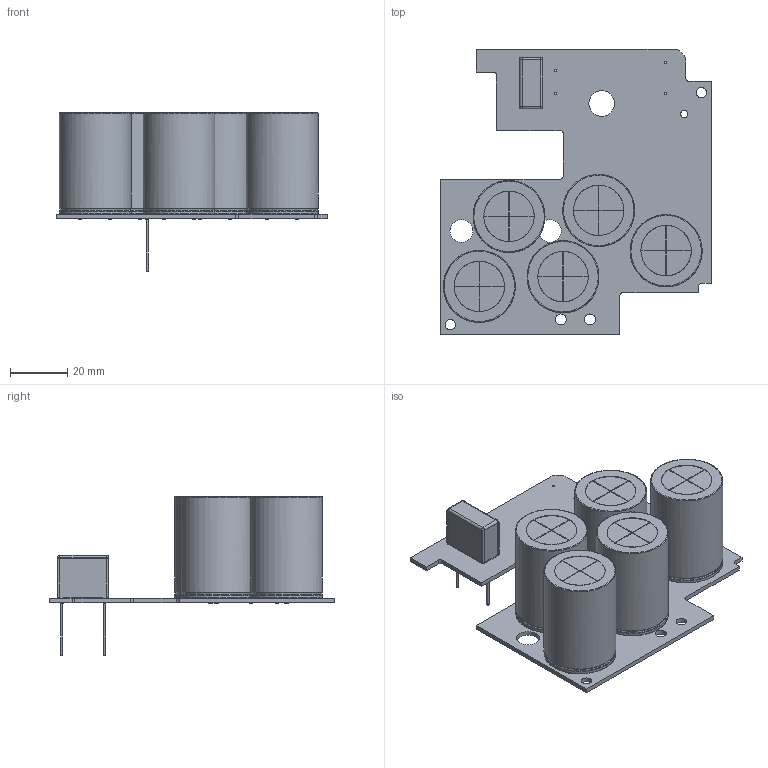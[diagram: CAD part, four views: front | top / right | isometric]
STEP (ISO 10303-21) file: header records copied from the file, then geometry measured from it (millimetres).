
FILE_DESCRIPTION(('KiCad electronic assembly'),'2;1');
FILE_NAME('umdriver-dcbus.step','2020-02-27T16:44:19',('An Author'),( 'A Company'),'Open CASCADE STEP processor 6.9', 'KiCad to STEP converter','Unknown');
FILE_SCHEMA(('AUTOMOTIVE_DESIGN { 1 0 10303 214 1 1 1 1 }'));
Length unit declared in the file: millimetre
Products named in the file (8): Open CASCADE STEP translator 6.9 1; C_Rect_L18.0mm_W8.0mm_P15.00mm_FKS3_FKP3; SOLID; 890334025039CS_Download_STP_890334025039CS_rev1; C_Radial_D18.0mm_H35.5mm_P7.50mm; COMPOUND
Assembly tree (11 placements, depth 3):
  Open CASCADE STEP translator 6.9 1
    C_Rect_L18.0mm_W8.0mm_P15.00mm_FKS3_FKP3
      SOLID
    890334025039CS_Download_STP_890334025039CS_rev1
      SOLID
    C_Radial_D18.0mm_H35.5mm_P7.50mm  x5
      SOLID
    COMPOUND
Bounding box: 95 x 100 x 55.45 mm (x, y, z)
Volume: 104717.4 mm3; surface area: 39786.4 mm2
Topology: 8 solids, 13 shells, 753 faces, 1859 edges, 1226 vertices
Faces by surface type: bspline 702, cylinder 32, plane 19
Full cylindrical faces by diameter (mm): 0.762 x4, 1 x10, 1.2 x2, 2.5 x2, 3.6 x2, 3.8 x2, 8 x2, 9 x1
Entity records: 51827 total; most frequent: CARTESIAN_POINT 25434, B_SPLINE_CURVE_WITH_KNOTS 4191, ORIENTED_EDGE 3166, PCURVE 3166, DEFINITIONAL_REPRESENTATION 3166, EDGE_CURVE 1583, SURFACE_CURVE 1527, VERTEX_POINT 1050
